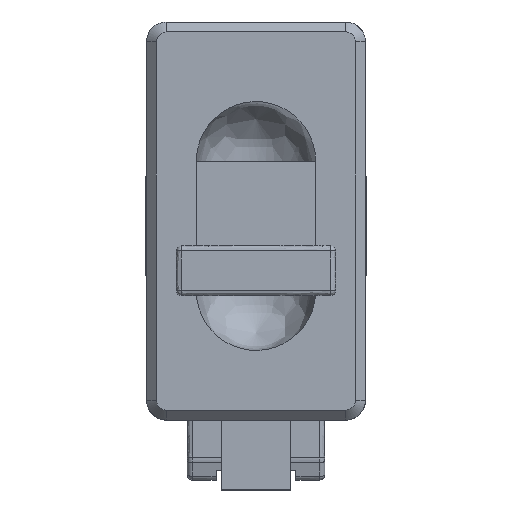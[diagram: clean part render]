
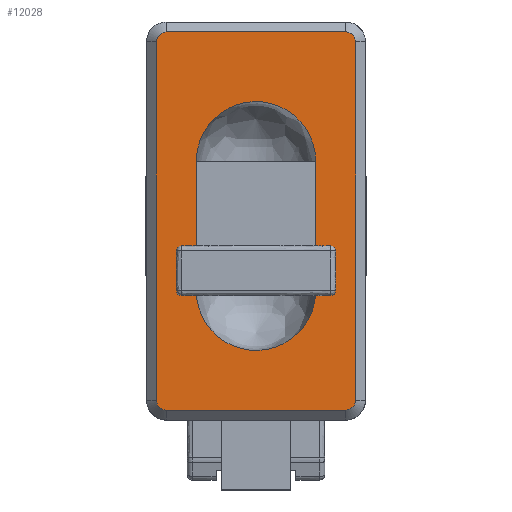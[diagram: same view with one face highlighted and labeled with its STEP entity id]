
A CAD part, top view. The second image highlights one B-rep face of the part: STEP entity #12028.
In plain terms, the highlighted free-form (B-spline) face has degree [1, 1] with [2, 2] control points.
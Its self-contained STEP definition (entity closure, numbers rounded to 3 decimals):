
#10902=CARTESIAN_POINT('',(6.,-27.0,24.));
#10903=VERTEX_POINT('',#10902);
#10909=CARTESIAN_POINT('',(6.,-14.,24.));
#10910=VERTEX_POINT('',#10909);
#10911=CARTESIAN_POINT('',(6.,-14.,24.));
#10912=CARTESIAN_POINT('',(6.,-27.0,24.));
#10913=QUASI_UNIFORM_CURVE('',1,(#10911,#10912),.UNSPECIFIED.,.F.,.U.);
#10914=EDGE_CURVE('',#10910,#10903,#10913,.T.);
#10930=CARTESIAN_POINT('',(-6.,-27.,24.));
#10931=VERTEX_POINT('',#10930);
#10944=CARTESIAN_POINT('',(-6.,-14.,24.));
#10945=VERTEX_POINT('',#10944);
#10951=CARTESIAN_POINT('',(-6.,-27.,24.));
#10952=CARTESIAN_POINT('',(-6.,-14.,24.));
#10953=QUASI_UNIFORM_CURVE('',1,(#10951,#10952),.UNSPECIFIED.,.F.,.U.);
#10954=EDGE_CURVE('',#10931,#10945,#10953,.T.);
#11048=CARTESIAN_POINT('',(6.,-27.0,24.));
#11049=CARTESIAN_POINT('',(6.,-33.0,24.));
#11050=CARTESIAN_POINT('',(0.,-33.0,24.));
#11051=CARTESIAN_POINT('',(-6.,-33.0,24.));
#11052=CARTESIAN_POINT('',(-6.,-27.,24.));
#11060=(BOUNDED_CURVE()B_SPLINE_CURVE(2,(#11048,#11049,#11050,#11051,#11052),.UNSPECIFIED.,.F.,.U.)B_SPLINE_CURVE_WITH_KNOTS((3,2,3),(0.0,0.5,1.0),.UNSPECIFIED.)CURVE()GEOMETRIC_REPRESENTATION_ITEM()RATIONAL_B_SPLINE_CURVE((1.0,0.707,1.0,0.707,1.0))REPRESENTATION_ITEM(''));
#11061=EDGE_CURVE('',#10903,#10931,#11060,.T.);
#11099=CARTESIAN_POINT('',(-6.,-14.,24.));
#11100=CARTESIAN_POINT('',(-6.,-8.0,24.));
#11101=CARTESIAN_POINT('',(0.,-8.0,24.));
#11102=CARTESIAN_POINT('',(6.,-8.0,24.));
#11103=CARTESIAN_POINT('',(6.,-14.,24.));
#11111=(BOUNDED_CURVE()B_SPLINE_CURVE(2,(#11099,#11100,#11101,#11102,#11103),.UNSPECIFIED.,.F.,.U.)B_SPLINE_CURVE_WITH_KNOTS((3,2,3),(0.0,0.5,1.0),.UNSPECIFIED.)CURVE()GEOMETRIC_REPRESENTATION_ITEM()RATIONAL_B_SPLINE_CURVE((1.0,0.707,1.0,0.707,1.0))REPRESENTATION_ITEM(''));
#11112=EDGE_CURVE('',#10945,#10910,#11111,.T.);
#11379=CARTESIAN_POINT('',(10.,-2.0,24.));
#11380=VERTEX_POINT('',#11379);
#11403=CARTESIAN_POINT('',(9.,-1.0,24.));
#11404=VERTEX_POINT('',#11403);
#11410=CARTESIAN_POINT('',(10.,-2.0,24.));
#11411=CARTESIAN_POINT('',(10.,-1.0,24.));
#11412=CARTESIAN_POINT('',(9.,-1.0,24.));
#11420=(BOUNDED_CURVE()B_SPLINE_CURVE(2,(#11410,#11411,#11412),.UNSPECIFIED.,.F.,.U.)CURVE()GEOMETRIC_REPRESENTATION_ITEM()QUASI_UNIFORM_CURVE()RATIONAL_B_SPLINE_CURVE((1.0,0.707,1.0))REPRESENTATION_ITEM(''));
#11421=EDGE_CURVE('',#11380,#11404,#11420,.T.);
#11433=CARTESIAN_POINT('',(-9.,-1.0,24.));
#11434=VERTEX_POINT('',#11433);
#11440=CARTESIAN_POINT('',(9.,-1.0,24.));
#11441=CARTESIAN_POINT('',(-9.,-1.0,24.));
#11442=QUASI_UNIFORM_CURVE('',1,(#11440,#11441),.UNSPECIFIED.,.F.,.U.);
#11443=EDGE_CURVE('',#11404,#11434,#11442,.T.);
#11459=CARTESIAN_POINT('',(10.,-38.0,24.));
#11460=VERTEX_POINT('',#11459);
#11474=CARTESIAN_POINT('',(10.,-38.0,24.));
#11475=CARTESIAN_POINT('',(10.,-2.0,24.));
#11476=QUASI_UNIFORM_CURVE('',1,(#11474,#11475),.UNSPECIFIED.,.F.,.U.);
#11477=EDGE_CURVE('',#11460,#11380,#11476,.T.);
#11498=CARTESIAN_POINT('',(-10.,-2.0,24.));
#11499=VERTEX_POINT('',#11498);
#11505=CARTESIAN_POINT('',(-9.,-1.0,24.));
#11506=CARTESIAN_POINT('',(-10.,-1.0,24.));
#11507=CARTESIAN_POINT('',(-10.,-2.0,24.));
#11515=(BOUNDED_CURVE()B_SPLINE_CURVE(2,(#11505,#11506,#11507),.UNSPECIFIED.,.F.,.U.)CURVE()GEOMETRIC_REPRESENTATION_ITEM()QUASI_UNIFORM_CURVE()RATIONAL_B_SPLINE_CURVE((1.0,0.707,1.0))REPRESENTATION_ITEM(''));
#11516=EDGE_CURVE('',#11434,#11499,#11515,.T.);
#11549=CARTESIAN_POINT('',(9.,-39.0,24.));
#11550=VERTEX_POINT('',#11549);
#11574=CARTESIAN_POINT('',(9.,-39.0,24.));
#11575=CARTESIAN_POINT('',(9.414,-39.0,24.));
#11576=CARTESIAN_POINT('',(9.707,-38.707,24.));
#11577=CARTESIAN_POINT('',(10.,-38.414,24.));
#11578=CARTESIAN_POINT('',(10.,-38.0,24.));
#11586=(BOUNDED_CURVE()B_SPLINE_CURVE(2,(#11574,#11575,#11576,#11577,#11578),.UNSPECIFIED.,.F.,.U.)B_SPLINE_CURVE_WITH_KNOTS((3,2,3),(0.0,0.5,1.0),.UNSPECIFIED.)CURVE()GEOMETRIC_REPRESENTATION_ITEM()RATIONAL_B_SPLINE_CURVE((1.0,0.924,1.0,0.924,1.0))REPRESENTATION_ITEM(''));
#11587=EDGE_CURVE('',#11550,#11460,#11586,.T.);
#11599=CARTESIAN_POINT('',(-10.,-38.0,24.));
#11600=VERTEX_POINT('',#11599);
#11606=CARTESIAN_POINT('',(-10.,-2.0,24.));
#11607=CARTESIAN_POINT('',(-10.,-38.0,24.));
#11608=QUASI_UNIFORM_CURVE('',1,(#11606,#11607),.UNSPECIFIED.,.F.,.U.);
#11609=EDGE_CURVE('',#11499,#11600,#11608,.T.);
#11625=CARTESIAN_POINT('',(-9.,-39.0,24.));
#11626=VERTEX_POINT('',#11625);
#11640=CARTESIAN_POINT('',(-9.,-39.0,24.));
#11641=CARTESIAN_POINT('',(9.,-39.0,24.));
#11642=QUASI_UNIFORM_CURVE('',1,(#11640,#11641),.UNSPECIFIED.,.F.,.U.);
#11643=EDGE_CURVE('',#11626,#11550,#11642,.T.);
#11677=CARTESIAN_POINT('',(-10.,-38.0,24.));
#11678=CARTESIAN_POINT('',(-10.,-38.414,24.));
#11679=CARTESIAN_POINT('',(-9.707,-38.707,24.));
#11680=CARTESIAN_POINT('',(-9.414,-39.0,24.));
#11681=CARTESIAN_POINT('',(-9.,-39.0,24.));
#11689=(BOUNDED_CURVE()B_SPLINE_CURVE(2,(#11677,#11678,#11679,#11680,#11681),.UNSPECIFIED.,.F.,.U.)B_SPLINE_CURVE_WITH_KNOTS((3,2,3),(0.0,0.5,1.0),.UNSPECIFIED.)CURVE()GEOMETRIC_REPRESENTATION_ITEM()RATIONAL_B_SPLINE_CURVE((1.0,0.924,1.0,0.924,1.0))REPRESENTATION_ITEM(''));
#11690=EDGE_CURVE('',#11600,#11626,#11689,.T.);
#12007=CARTESIAN_POINT('',(-10.999,0.898,24.));
#12008=CARTESIAN_POINT('',(10.999,0.898,24.));
#12009=CARTESIAN_POINT('',(-10.999,-40.898,24.));
#12010=CARTESIAN_POINT('',(10.999,-40.898,24.));
#12011=B_SPLINE_SURFACE_WITH_KNOTS('',1,1,((#12007,#12009),(#12008,#12010)),.UNSPECIFIED.,.F.,.F.,.U.,(2,2),(2,2),(0.0,21.998),(0.0,41.796),.UNSPECIFIED.);
#12012=ORIENTED_EDGE('',*,*,#11477,.T.);
#12013=ORIENTED_EDGE('',*,*,#11421,.T.);
#12014=ORIENTED_EDGE('',*,*,#11443,.T.);
#12015=ORIENTED_EDGE('',*,*,#11516,.T.);
#12016=ORIENTED_EDGE('',*,*,#11609,.T.);
#12017=ORIENTED_EDGE('',*,*,#11690,.T.);
#12018=ORIENTED_EDGE('',*,*,#11643,.T.);
#12019=ORIENTED_EDGE('',*,*,#11587,.T.);
#12020=EDGE_LOOP('',(#12012,#12013,#12014,#12015,#12016,#12017,#12018,#12019));
#12021=FACE_OUTER_BOUND('',#12020,.T.);
#12022=ORIENTED_EDGE('',*,*,#10914,.T.);
#12023=ORIENTED_EDGE('',*,*,#11061,.T.);
#12024=ORIENTED_EDGE('',*,*,#10954,.T.);
#12025=ORIENTED_EDGE('',*,*,#11112,.T.);
#12026=EDGE_LOOP('',(#12022,#12023,#12024,#12025));
#12027=FACE_BOUND('',#12026,.T.);
#12028=ADVANCED_FACE('',(#12021,#12027),#12011,.F.);
